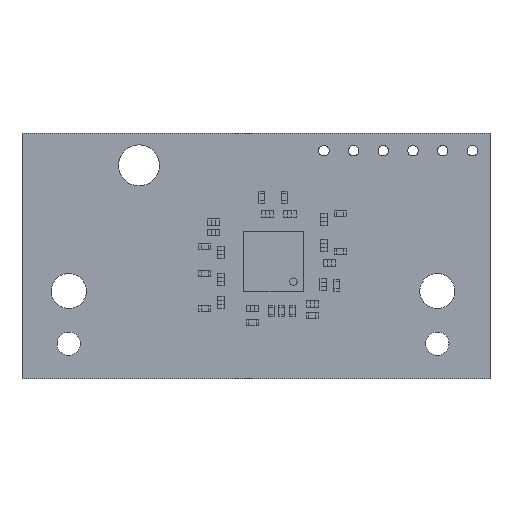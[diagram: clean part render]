
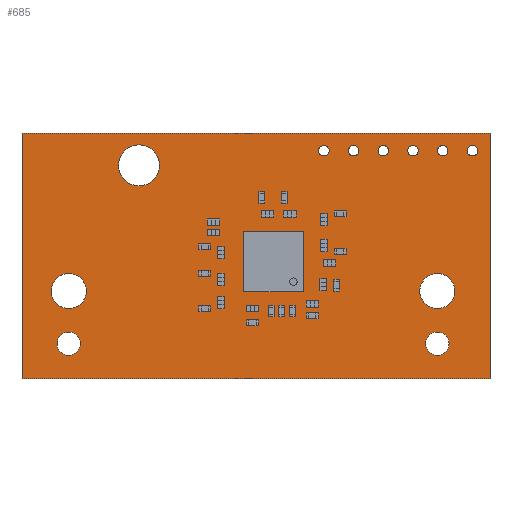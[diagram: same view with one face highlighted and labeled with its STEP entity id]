
A CAD part, top view. The second image highlights one B-rep face of the part: STEP entity #685.
In plain terms, the highlighted planar face has unit normal (0, 0, 1).
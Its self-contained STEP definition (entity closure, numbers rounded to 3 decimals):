
#160 = VERTEX_POINT('',#161);
#161 = CARTESIAN_POINT('',(0.,0.,1.001));
#167 = EDGE_CURVE('',#160,#168,#170,.T.);
#168 = VERTEX_POINT('',#169);
#169 = CARTESIAN_POINT('',(0.,21.,1.001));
#170 = LINE('',#171,#172);
#171 = CARTESIAN_POINT('',(0.,0.,1.001));
#172 = VECTOR('',#173,1.);
#173 = DIRECTION('',(0.,1.,0.));
#198 = EDGE_CURVE('',#168,#199,#201,.T.);
#199 = VERTEX_POINT('',#200);
#200 = CARTESIAN_POINT('',(40.,21.,1.001));
#201 = LINE('',#202,#203);
#202 = CARTESIAN_POINT('',(0.,21.,1.001));
#203 = VECTOR('',#204,1.);
#204 = DIRECTION('',(1.,0.,0.));
#229 = EDGE_CURVE('',#199,#230,#232,.T.);
#230 = VERTEX_POINT('',#231);
#231 = CARTESIAN_POINT('',(40.,0.,1.001));
#232 = LINE('',#233,#234);
#233 = CARTESIAN_POINT('',(40.,21.,1.001));
#234 = VECTOR('',#235,1.);
#235 = DIRECTION('',(0.,-1.,0.));
#260 = EDGE_CURVE('',#230,#160,#261,.T.);
#261 = LINE('',#262,#263);
#262 = CARTESIAN_POINT('',(40.,0.,1.001));
#263 = VECTOR('',#264,1.);
#264 = DIRECTION('',(-1.,0.,0.));
#284 = VERTEX_POINT('',#285);
#285 = CARTESIAN_POINT('',(5.,3.,1.001));
#291 = EDGE_CURVE('',#284,#284,#292,.T.);
#292 = CIRCLE('',#293,1.);
#293 = AXIS2_PLACEMENT_3D('',#294,#295,#296);
#294 = CARTESIAN_POINT('',(4.,3.,1.001));
#295 = DIRECTION('',(0.,0.,1.));
#296 = DIRECTION('',(1.,0.,0.));
#317 = VERTEX_POINT('',#318);
#318 = CARTESIAN_POINT('',(5.5,7.5,1.001));
#324 = EDGE_CURVE('',#317,#317,#325,.T.);
#325 = CIRCLE('',#326,1.5);
#326 = AXIS2_PLACEMENT_3D('',#327,#328,#329);
#327 = CARTESIAN_POINT('',(4.,7.5,1.001));
#328 = DIRECTION('',(0.,0.,1.));
#329 = DIRECTION('',(1.,0.,0.));
#350 = VERTEX_POINT('',#351);
#351 = CARTESIAN_POINT('',(11.75,18.25,1.001));
#357 = EDGE_CURVE('',#350,#350,#358,.T.);
#358 = CIRCLE('',#359,1.75);
#359 = AXIS2_PLACEMENT_3D('',#360,#361,#362);
#360 = CARTESIAN_POINT('',(10.,18.25,1.001));
#361 = DIRECTION('',(0.,0.,1.));
#362 = DIRECTION('',(1.,0.,0.));
#383 = VERTEX_POINT('',#384);
#384 = CARTESIAN_POINT('',(28.79,19.5,1.001));
#390 = EDGE_CURVE('',#383,#383,#391,.T.);
#391 = CIRCLE('',#392,0.45);
#392 = AXIS2_PLACEMENT_3D('',#393,#394,#395);
#393 = CARTESIAN_POINT('',(28.34,19.5,1.001));
#394 = DIRECTION('',(0.,0.,1.));
#395 = DIRECTION('',(1.,0.,0.));
#416 = VERTEX_POINT('',#417);
#417 = CARTESIAN_POINT('',(26.25,19.5,1.001));
#423 = EDGE_CURVE('',#416,#416,#424,.T.);
#424 = CIRCLE('',#425,0.45);
#425 = AXIS2_PLACEMENT_3D('',#426,#427,#428);
#426 = CARTESIAN_POINT('',(25.8,19.5,1.001));
#427 = DIRECTION('',(0.,0.,1.));
#428 = DIRECTION('',(1.,0.,0.));
#449 = VERTEX_POINT('',#450);
#450 = CARTESIAN_POINT('',(33.87,19.5,1.001));
#456 = EDGE_CURVE('',#449,#449,#457,.T.);
#457 = CIRCLE('',#458,0.45);
#458 = AXIS2_PLACEMENT_3D('',#459,#460,#461);
#459 = CARTESIAN_POINT('',(33.42,19.5,1.001));
#460 = DIRECTION('',(0.,0.,1.));
#461 = DIRECTION('',(1.,0.,0.));
#482 = VERTEX_POINT('',#483);
#483 = CARTESIAN_POINT('',(36.5,3.,1.001));
#489 = EDGE_CURVE('',#482,#482,#490,.T.);
#490 = CIRCLE('',#491,1.);
#491 = AXIS2_PLACEMENT_3D('',#492,#493,#494);
#492 = CARTESIAN_POINT('',(35.5,3.,1.001));
#493 = DIRECTION('',(0.,0.,1.));
#494 = DIRECTION('',(1.,0.,0.));
#515 = VERTEX_POINT('',#516);
#516 = CARTESIAN_POINT('',(37.,7.5,1.001));
#522 = EDGE_CURVE('',#515,#515,#523,.T.);
#523 = CIRCLE('',#524,1.5);
#524 = AXIS2_PLACEMENT_3D('',#525,#526,#527);
#525 = CARTESIAN_POINT('',(35.5,7.5,1.001));
#526 = DIRECTION('',(0.,0.,1.));
#527 = DIRECTION('',(1.,0.,0.));
#548 = VERTEX_POINT('',#549);
#549 = CARTESIAN_POINT('',(31.33,19.5,1.001));
#555 = EDGE_CURVE('',#548,#548,#556,.T.);
#556 = CIRCLE('',#557,0.45);
#557 = AXIS2_PLACEMENT_3D('',#558,#559,#560);
#558 = CARTESIAN_POINT('',(30.88,19.5,1.001));
#559 = DIRECTION('',(0.,0.,1.));
#560 = DIRECTION('',(1.,0.,0.));
#581 = VERTEX_POINT('',#582);
#582 = CARTESIAN_POINT('',(38.95,19.5,1.001));
#588 = EDGE_CURVE('',#581,#581,#589,.T.);
#589 = CIRCLE('',#590,0.45);
#590 = AXIS2_PLACEMENT_3D('',#591,#592,#593);
#591 = CARTESIAN_POINT('',(38.5,19.5,1.001));
#592 = DIRECTION('',(0.,0.,1.));
#593 = DIRECTION('',(1.,0.,0.));
#614 = VERTEX_POINT('',#615);
#615 = CARTESIAN_POINT('',(36.41,19.5,1.001));
#621 = EDGE_CURVE('',#614,#614,#622,.T.);
#622 = CIRCLE('',#623,0.45);
#623 = AXIS2_PLACEMENT_3D('',#624,#625,#626);
#624 = CARTESIAN_POINT('',(35.96,19.5,1.001));
#625 = DIRECTION('',(0.,0.,1.));
#626 = DIRECTION('',(1.,0.,0.));
#685 = ADVANCED_FACE('',(#686,#692,#695,#698,#701,#704,#707,#710,#713,
    #716,#719,#722),#725,.T.);
#686 = FACE_BOUND('',#687,.F.);
#687 = EDGE_LOOP('',(#688,#689,#690,#691));
#688 = ORIENTED_EDGE('',*,*,#167,.T.);
#689 = ORIENTED_EDGE('',*,*,#198,.T.);
#690 = ORIENTED_EDGE('',*,*,#229,.T.);
#691 = ORIENTED_EDGE('',*,*,#260,.T.);
#692 = FACE_BOUND('',#693,.T.);
#693 = EDGE_LOOP('',(#694));
#694 = ORIENTED_EDGE('',*,*,#291,.F.);
#695 = FACE_BOUND('',#696,.T.);
#696 = EDGE_LOOP('',(#697));
#697 = ORIENTED_EDGE('',*,*,#324,.F.);
#698 = FACE_BOUND('',#699,.T.);
#699 = EDGE_LOOP('',(#700));
#700 = ORIENTED_EDGE('',*,*,#357,.F.);
#701 = FACE_BOUND('',#702,.T.);
#702 = EDGE_LOOP('',(#703));
#703 = ORIENTED_EDGE('',*,*,#390,.F.);
#704 = FACE_BOUND('',#705,.T.);
#705 = EDGE_LOOP('',(#706));
#706 = ORIENTED_EDGE('',*,*,#423,.F.);
#707 = FACE_BOUND('',#708,.T.);
#708 = EDGE_LOOP('',(#709));
#709 = ORIENTED_EDGE('',*,*,#456,.F.);
#710 = FACE_BOUND('',#711,.T.);
#711 = EDGE_LOOP('',(#712));
#712 = ORIENTED_EDGE('',*,*,#489,.F.);
#713 = FACE_BOUND('',#714,.T.);
#714 = EDGE_LOOP('',(#715));
#715 = ORIENTED_EDGE('',*,*,#522,.F.);
#716 = FACE_BOUND('',#717,.T.);
#717 = EDGE_LOOP('',(#718));
#718 = ORIENTED_EDGE('',*,*,#555,.F.);
#719 = FACE_BOUND('',#720,.T.);
#720 = EDGE_LOOP('',(#721));
#721 = ORIENTED_EDGE('',*,*,#588,.F.);
#722 = FACE_BOUND('',#723,.T.);
#723 = EDGE_LOOP('',(#724));
#724 = ORIENTED_EDGE('',*,*,#621,.F.);
#725 = PLANE('',#726);
#726 = AXIS2_PLACEMENT_3D('',#727,#728,#729);
#727 = CARTESIAN_POINT('',(0.,0.,1.001));
#728 = DIRECTION('',(0.,0.,1.));
#729 = DIRECTION('',(1.,0.,0.));
